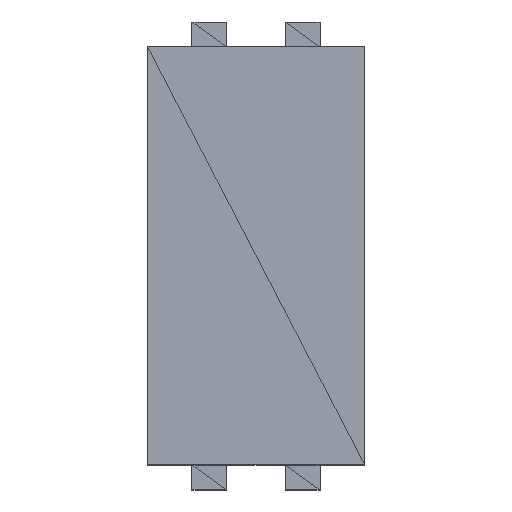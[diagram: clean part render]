
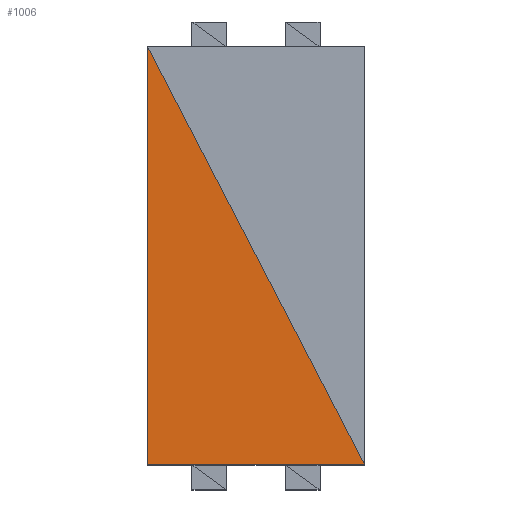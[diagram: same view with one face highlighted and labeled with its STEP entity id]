
A CAD part, top view. The second image highlights one B-rep face of the part: STEP entity #1006.
In plain terms, the highlighted planar face has unit normal (0, 0, 1).
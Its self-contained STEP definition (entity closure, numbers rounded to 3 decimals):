
#314 = VERTEX_POINT('',#315);
#315 = CARTESIAN_POINT('',(-20.,-38.5,15.));
#334 = PLANE('',#335);
#335 = AXIS2_PLACEMENT_3D('',#336,#337,#338);
#336 = CARTESIAN_POINT('',(-0.54,-38.5,10.93));
#337 = DIRECTION('',(0.,-1.,0.));
#338 = DIRECTION('',(0.,0.,-1.));
#441 = PLANE('',#442);
#442 = AXIS2_PLACEMENT_3D('',#443,#444,#445);
#443 = CARTESIAN_POINT('',(-20.,-3.388,10.888));
#444 = DIRECTION('',(-1.,-0.,-0.));
#445 = DIRECTION('',(0.,0.,-1.));
#848 = VERTEX_POINT('',#849);
#849 = CARTESIAN_POINT('',(20.,-38.5,15.));
#889 = PLANE('',#890);
#890 = AXIS2_PLACEMENT_3D('',#891,#892,#893);
#891 = CARTESIAN_POINT('',(7.558,7.558,15.));
#892 = DIRECTION('',(0.,0.,1.));
#893 = DIRECTION('',(1.,0.,0.));
#959 = EDGE_CURVE('',#960,#848,#962,.T.);
#960 = VERTEX_POINT('',#961);
#961 = CARTESIAN_POINT('',(-20.,38.5,15.));
#962 = SURFACE_CURVE('',#963,(#967,#974),.PCURVE_S1.);
#963 = LINE('',#964,#965);
#964 = CARTESIAN_POINT('',(-20.,38.5,15.));
#965 = VECTOR('',#966,1.);
#966 = DIRECTION('',(0.461,-0.887,0.));
#967 = PCURVE('',#889,#968);
#968 = DEFINITIONAL_REPRESENTATION('',(#969),#973);
#969 = LINE('',#970,#971);
#970 = CARTESIAN_POINT('',(-27.558,30.942));
#971 = VECTOR('',#972,1.);
#972 = DIRECTION('',(0.461,-0.887));
#973 = ( GEOMETRIC_REPRESENTATION_CONTEXT(2) 
PARAMETRIC_REPRESENTATION_CONTEXT() REPRESENTATION_CONTEXT('2D SPACE',''
  ) );
#974 = PCURVE('',#975,#980);
#975 = PLANE('',#976);
#976 = AXIS2_PLACEMENT_3D('',#977,#978,#979);
#977 = CARTESIAN_POINT('',(-7.558,-7.558,15.));
#978 = DIRECTION('',(0.,0.,1.));
#979 = DIRECTION('',(1.,0.,0.));
#980 = DEFINITIONAL_REPRESENTATION('',(#981),#984);
#981 = B_SPLINE_CURVE_WITH_KNOTS('',1,(#982,#983),.UNSPECIFIED.,.F.,.F.,
  (2,2),(0.,86.77),.PIECEWISE_BEZIER_KNOTS.);
#982 = CARTESIAN_POINT('',(-12.442,46.058));
#983 = CARTESIAN_POINT('',(27.558,-30.942));
#984 = ( GEOMETRIC_REPRESENTATION_CONTEXT(2) 
PARAMETRIC_REPRESENTATION_CONTEXT() REPRESENTATION_CONTEXT('2D SPACE',''
  ) );
#1006 = ADVANCED_FACE('',(#1007),#975,.T.);
#1007 = FACE_BOUND('',#1008,.T.);
#1008 = EDGE_LOOP('',(#1009,#1010,#1030));
#1009 = ORIENTED_EDGE('',*,*,#959,.F.);
#1010 = ORIENTED_EDGE('',*,*,#1011,.T.);
#1011 = EDGE_CURVE('',#960,#314,#1012,.T.);
#1012 = SURFACE_CURVE('',#1013,(#1017,#1024),.PCURVE_S1.);
#1013 = LINE('',#1014,#1015);
#1014 = CARTESIAN_POINT('',(-20.,38.5,15.));
#1015 = VECTOR('',#1016,1.);
#1016 = DIRECTION('',(0.,-1.,0.));
#1017 = PCURVE('',#975,#1018);
#1018 = DEFINITIONAL_REPRESENTATION('',(#1019),#1023);
#1019 = LINE('',#1020,#1021);
#1020 = CARTESIAN_POINT('',(-12.442,46.058));
#1021 = VECTOR('',#1022,1.);
#1022 = DIRECTION('',(0.,-1.));
#1023 = ( GEOMETRIC_REPRESENTATION_CONTEXT(2) 
PARAMETRIC_REPRESENTATION_CONTEXT() REPRESENTATION_CONTEXT('2D SPACE',''
  ) );
#1024 = PCURVE('',#441,#1025);
#1025 = DEFINITIONAL_REPRESENTATION('',(#1026),#1029);
#1026 = B_SPLINE_CURVE_WITH_KNOTS('',1,(#1027,#1028),.UNSPECIFIED.,.F.,
  .F.,(2,2),(0.,77.),.PIECEWISE_BEZIER_KNOTS.);
#1027 = CARTESIAN_POINT('',(-4.112,-41.888));
#1028 = CARTESIAN_POINT('',(-4.112,35.112));
#1029 = ( GEOMETRIC_REPRESENTATION_CONTEXT(2) 
PARAMETRIC_REPRESENTATION_CONTEXT() REPRESENTATION_CONTEXT('2D SPACE',''
  ) );
#1030 = ORIENTED_EDGE('',*,*,#1031,.T.);
#1031 = EDGE_CURVE('',#314,#848,#1032,.T.);
#1032 = SURFACE_CURVE('',#1033,(#1037,#1044),.PCURVE_S1.);
#1033 = LINE('',#1034,#1035);
#1034 = CARTESIAN_POINT('',(-20.,-38.5,15.));
#1035 = VECTOR('',#1036,1.);
#1036 = DIRECTION('',(1.,0.,0.));
#1037 = PCURVE('',#975,#1038);
#1038 = DEFINITIONAL_REPRESENTATION('',(#1039),#1043);
#1039 = LINE('',#1040,#1041);
#1040 = CARTESIAN_POINT('',(-12.442,-30.942));
#1041 = VECTOR('',#1042,1.);
#1042 = DIRECTION('',(1.,0.));
#1043 = ( GEOMETRIC_REPRESENTATION_CONTEXT(2) 
PARAMETRIC_REPRESENTATION_CONTEXT() REPRESENTATION_CONTEXT('2D SPACE',''
  ) );
#1044 = PCURVE('',#334,#1045);
#1045 = DEFINITIONAL_REPRESENTATION('',(#1046),#1049);
#1046 = B_SPLINE_CURVE_WITH_KNOTS('',1,(#1047,#1048),.UNSPECIFIED.,.F.,
  .F.,(2,2),(0.,40.),.PIECEWISE_BEZIER_KNOTS.);
#1047 = CARTESIAN_POINT('',(-4.07,-19.46));
#1048 = CARTESIAN_POINT('',(-4.07,20.54));
#1049 = ( GEOMETRIC_REPRESENTATION_CONTEXT(2) 
PARAMETRIC_REPRESENTATION_CONTEXT() REPRESENTATION_CONTEXT('2D SPACE',''
  ) );
